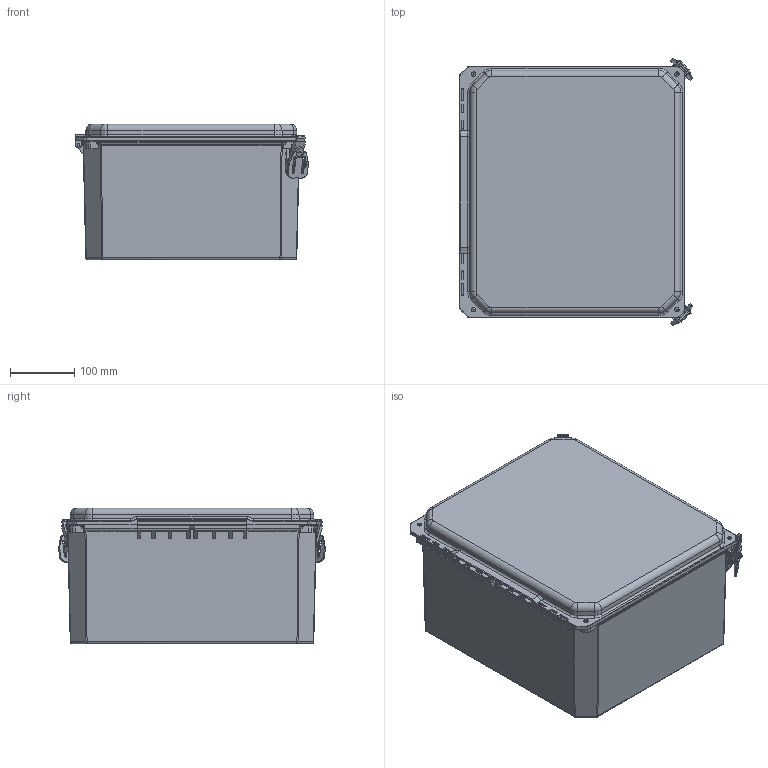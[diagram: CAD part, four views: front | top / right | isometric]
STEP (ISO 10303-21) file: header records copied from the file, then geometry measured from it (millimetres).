
FILE_DESCRIPTION (( 'STEP AP214' ), '1' );
FILE_NAME ('FRCC141208HLL.STEP', '2018-11-02T12:56:10', ( '' ), ( '' ), 'SwSTEP 2.0', 'SolidWorks 2018', '' );
FILE_SCHEMA (( 'AUTOMOTIVE_DESIGN' ));
Length unit declared in the file: inch
Products named in the file (1): FRCC141208HLL
Bounding box: 363.96 x 416.99 x 211.91 mm (x, y, z)
Volume: 2205423.8 mm3; surface area: 1172653.8 mm2
Topology: 33 solids, 33 shells, 2378 faces, 5754 edges, 3388 vertices
Faces by surface type: cylinder 936, plane 713, bspline 611, cone 102, torus 16
Full cylindrical faces by diameter (mm): 1.267 x4, 1.27 x2, 2.489 x4, 3.429 x4, 3.48 x4, 3.81 x4, 3.861 x8, 3.962 x12, 5.08 x4, 5.3 x4, 5.563 x4, 6.248 x12, 6.401 x4, 7.925 x4, 9.22 x2, 15.24 x2
Entity records: 124461 total; most frequent: CARTESIAN_POINT 44603, ORIENTED_EDGE 11018, DIRECTION 8223, EDGE_CURVE 5509, VERTEX_POINT 3348, AXIS2_PLACEMENT_3D 2833, EDGE_LOOP 2643, VECTOR 2557
